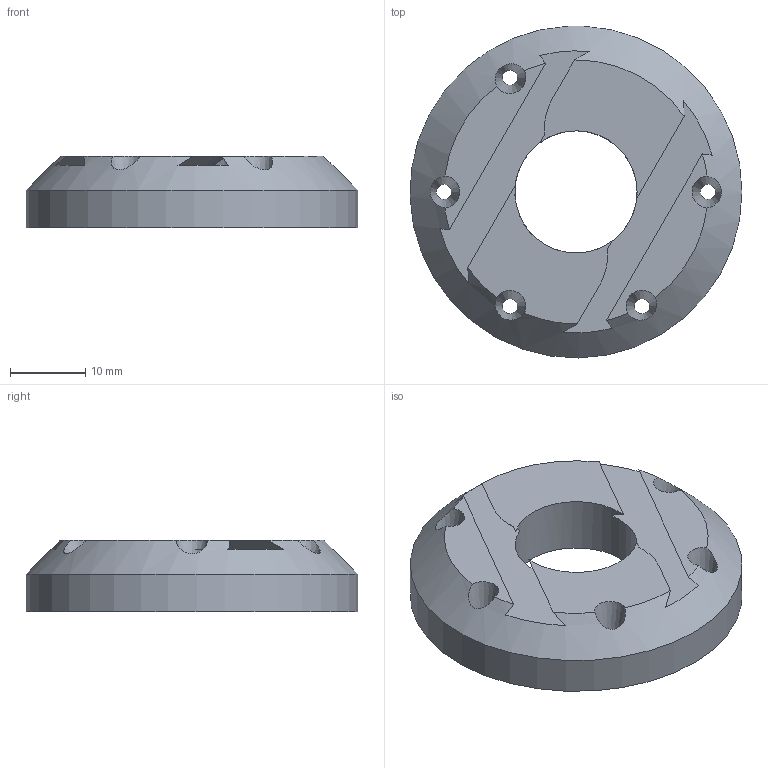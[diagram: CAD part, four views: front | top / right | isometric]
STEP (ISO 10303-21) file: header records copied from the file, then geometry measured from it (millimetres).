
FILE_DESCRIPTION(('FreeCAD Model'),'2;1');
FILE_NAME('Open CASCADE Shape Model','2024-08-30T00:34:45',(''),(''), 'Open CASCADE STEP processor 7.7','FreeCAD','Unknown');
FILE_SCHEMA(('AUTOMOTIVE_DESIGN { 1 0 10303 214 1 1 1 1 }'));
Length unit declared in the file: millimetre
Products named in the file (1): Body
Bounding box: 43.99 x 43.99 x 9.5 mm (x, y, z)
Volume: 7163.1 mm3; surface area: 4945.8 mm2
Topology: 1 solids, 1 shells, 53 faces, 159 edges, 104 vertices
Faces by surface type: plane 23, cone 10, bspline 10, cylinder 9, torus 1
Full cylindrical faces by diameter (mm): 16.2 x1, 17 x1
Entity records: 2412 total; most frequent: CARTESIAN_POINT 975, ORIENTED_EDGE 318, DIRECTION 275, EDGE_CURVE 159, AXIS2_PLACEMENT_3D 107, VERTEX_POINT 104, FACE_BOUND 61, EDGE_LOOP 61
